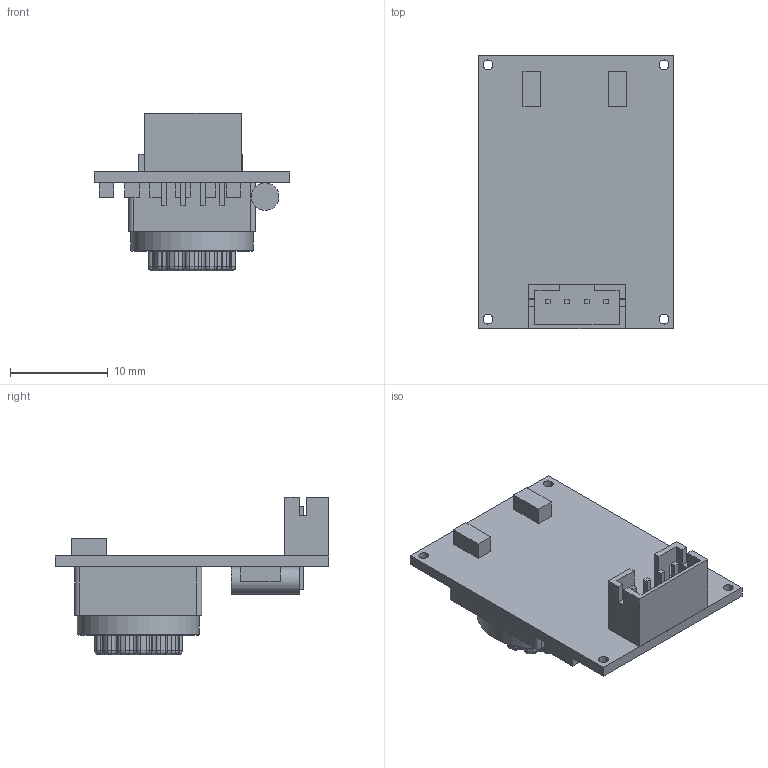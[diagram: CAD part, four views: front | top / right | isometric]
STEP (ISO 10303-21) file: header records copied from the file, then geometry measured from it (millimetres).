
FILE_DESCRIPTION(/* description */ (''),/* implementation_level */ '2;1');
FILE_NAME(/* name */ 'Camera.step',/* time_stamp */ '2024-08-21T21:45:16+09:00',/* author */ (''),/* organization */ (''),/* preprocessor_version */ 'ST-DEVELOPER v20',/* originating_system */ 'Autodesk Translation Framework v13.14.0.145',/* authorisation */ '');
FILE_SCHEMA (('AUTOMOTIVE_DESIGN { 1 0 10303 214 3 1 1 }'));
Length unit declared in the file: millimetre
Products named in the file (4): Camera; camera v10; コンポーネント2; PH4_base v1
Assembly tree (3 placements, depth 3):
  Camera
    camera v10
      コンポーネント2
      PH4_base v1
Bounding box: 20 x 28 x 16.1 mm (x, y, z)
Volume: 2070.3 mm3; surface area: 2339.3 mm2
Topology: 12 solids, 12 shells, 359 faces, 844 edges, 519 vertices
Faces by surface type: plane 177, cylinder 116, torus 39, sphere 26, cone 1
Full cylindrical faces by diameter (mm): 1 x4, 1.5 x2, 2.818 x1, 12.5 x1
Entity records: 10430 total; most frequent: DIRECTION 1874, CARTESIAN_POINT 1729, ORIENTED_EDGE 1688, EDGE_CURVE 844, AXIS2_PLACEMENT_3D 664, LINE 546, VECTOR 546, VERTEX_POINT 519
